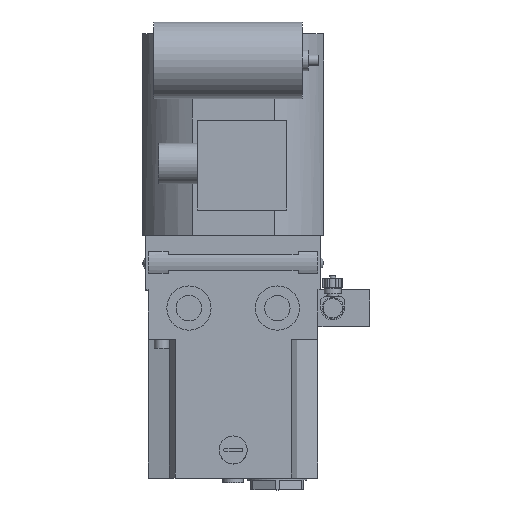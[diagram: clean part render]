
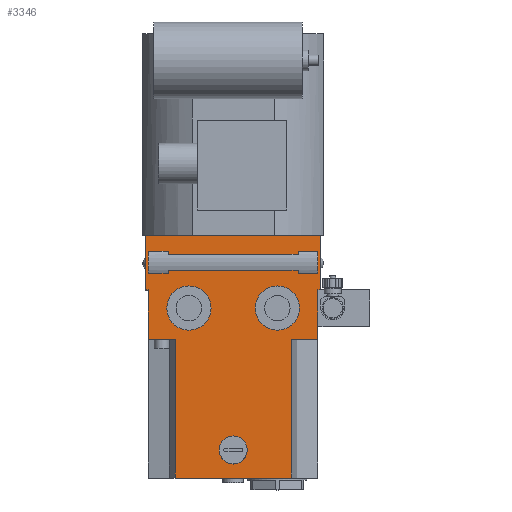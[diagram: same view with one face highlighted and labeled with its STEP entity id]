
A CAD part, top view. The second image highlights one B-rep face of the part: STEP entity #3346.
In plain terms, the highlighted planar face has unit normal (0, 0, 1).
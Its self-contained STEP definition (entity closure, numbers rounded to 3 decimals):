
#268=CARTESIAN_POINT('',(57.5,12.5,80.0));
#269=VERTEX_POINT('',#268);
#276=CARTESIAN_POINT('',(57.5,-21.2,80.0));
#277=VERTEX_POINT('',#276);
#278=CARTESIAN_POINT('',(57.5,-21.2,80.0));
#279=DIRECTION('',(0.0,1.0,0.0));
#280=VECTOR('',#279,33.7);
#281=LINE('',#278,#280);
#282=EDGE_CURVE('',#277,#269,#281,.T.);
#450=CARTESIAN_POINT('',(59.5,12.5,80.));
#451=VERTEX_POINT('',#450);
#458=CARTESIAN_POINT('',(57.5,12.5,80.));
#459=DIRECTION('',(1.0,0.0,0.0));
#460=VECTOR('',#459,2.);
#461=LINE('',#458,#460);
#462=EDGE_CURVE('',#269,#451,#461,.T.);
#1745=CARTESIAN_POINT('',(-57.5,12.5,80.));
#1746=VERTEX_POINT('',#1745);
#1753=CARTESIAN_POINT('',(-59.5,12.5,80.));
#1754=VERTEX_POINT('',#1753);
#1755=CARTESIAN_POINT('',(-59.5,12.5,80.));
#1756=DIRECTION('',(1.0,0.0,0.0));
#1757=VECTOR('',#1756,2.);
#1758=LINE('',#1755,#1757);
#1759=EDGE_CURVE('',#1754,#1746,#1758,.T.);
#1943=CARTESIAN_POINT('',(59.5,49.5,80.));
#1944=VERTEX_POINT('',#1943);
#1951=CARTESIAN_POINT('',(59.5,49.5,80.));
#1952=DIRECTION('',(0.0,-1.0,0.0));
#1953=VECTOR('',#1952,37.0);
#1954=LINE('',#1951,#1953);
#1955=EDGE_CURVE('',#451,#1944,#1954,.F.);
#2104=CARTESIAN_POINT('',(48.25,23.6,80.));
#2105=VERTEX_POINT('',#2104);
#2112=CARTESIAN_POINT('',(52.25,23.6,80.));
#2113=VERTEX_POINT('',#2112);
#2114=CARTESIAN_POINT('',(48.25,23.6,80.));
#2115=DIRECTION('',(1.0,0.0,0.0));
#2116=VECTOR('',#2115,4.);
#2117=LINE('',#2114,#2116);
#2118=EDGE_CURVE('',#2105,#2113,#2117,.T.);
#2134=CARTESIAN_POINT('',(-48.25,38.6,80.));
#2135=VERTEX_POINT('',#2134);
#2136=CARTESIAN_POINT('',(-52.25,38.6,80.));
#2137=VERTEX_POINT('',#2136);
#2138=CARTESIAN_POINT('',(-48.25,38.6,80.));
#2139=DIRECTION('',(-1.0,0.0,0.0));
#2140=VECTOR('',#2139,4.0);
#2141=LINE('',#2138,#2140);
#2142=EDGE_CURVE('',#2135,#2137,#2141,.T.);
#3089=CARTESIAN_POINT('',(-57.5,-21.2,80.));
#3090=VERTEX_POINT('',#3089);
#3097=CARTESIAN_POINT('',(-57.5,-21.2,80.));
#3098=DIRECTION('',(0.0,1.0,0.0));
#3099=VECTOR('',#3098,33.7);
#3100=LINE('',#3097,#3099);
#3101=EDGE_CURVE('',#3090,#1746,#3100,.T.);
#3199=CARTESIAN_POINT('',(-57.5,0.,80.0));
#3200=DIRECTION('',(0.0,0.0,1.0));
#3201=DIRECTION('',(0.0,-1.0,0.0));
#3202=AXIS2_PLACEMENT_3D('',#3199,#3200,#3201);
#3203=PLANE('',#3202);
#3204=CARTESIAN_POINT('',(39.359,-21.2,80.));
#3205=VERTEX_POINT('',#3204);
#3206=CARTESIAN_POINT('',(39.359,-21.2,80.));
#3207=DIRECTION('',(1.0,0.0,0.0));
#3208=VECTOR('',#3207,18.141);
#3209=LINE('',#3206,#3208);
#3210=EDGE_CURVE('',#3205,#277,#3209,.T.);
#3211=ORIENTED_EDGE('',*,*,#3210,.T.);
#3212=ORIENTED_EDGE('',*,*,#282,.T.);
#3213=ORIENTED_EDGE('',*,*,#462,.T.);
#3214=ORIENTED_EDGE('',*,*,#1955,.T.);
#3215=CARTESIAN_POINT('',(-59.5,49.5,80.));
#3216=VERTEX_POINT('',#3215);
#3217=CARTESIAN_POINT('',(59.5,49.5,80.));
#3218=DIRECTION('',(-1.0,0.0,0.0));
#3219=VECTOR('',#3218,119.0);
#3220=LINE('',#3217,#3219);
#3221=EDGE_CURVE('',#3216,#1944,#3220,.F.);
#3222=ORIENTED_EDGE('',*,*,#3221,.F.);
#3223=CARTESIAN_POINT('',(-59.5,49.5,80.));
#3224=DIRECTION('',(0.0,-1.0,0.0));
#3225=VECTOR('',#3224,37.0);
#3226=LINE('',#3223,#3225);
#3227=EDGE_CURVE('',#3216,#1754,#3226,.T.);
#3228=ORIENTED_EDGE('',*,*,#3227,.T.);
#3229=ORIENTED_EDGE('',*,*,#1759,.T.);
#3230=ORIENTED_EDGE('',*,*,#3101,.F.);
#3231=CARTESIAN_POINT('',(-39.359,-21.2,80.));
#3232=VERTEX_POINT('',#3231);
#3233=CARTESIAN_POINT('',(-39.359,-21.2,80.));
#3234=DIRECTION('',(-1.0,0.0,0.0));
#3235=VECTOR('',#3234,18.141);
#3236=LINE('',#3233,#3235);
#3237=EDGE_CURVE('',#3232,#3090,#3236,.T.);
#3238=ORIENTED_EDGE('',*,*,#3237,.F.);
#3239=CARTESIAN_POINT('',(-39.359,-115.2,80.));
#3240=VERTEX_POINT('',#3239);
#3241=CARTESIAN_POINT('',(-39.359,-115.2,80.));
#3242=DIRECTION('',(0.0,1.0,0.0));
#3243=VECTOR('',#3242,94.0);
#3244=LINE('',#3241,#3243);
#3245=EDGE_CURVE('',#3240,#3232,#3244,.T.);
#3246=ORIENTED_EDGE('',*,*,#3245,.F.);
#3247=CARTESIAN_POINT('',(39.359,-115.2,80.));
#3248=VERTEX_POINT('',#3247);
#3249=CARTESIAN_POINT('',(39.359,-115.2,80.));
#3250=DIRECTION('',(-1.0,0.0,0.0));
#3251=VECTOR('',#3250,78.718);
#3252=LINE('',#3249,#3251);
#3253=EDGE_CURVE('',#3248,#3240,#3252,.T.);
#3254=ORIENTED_EDGE('',*,*,#3253,.F.);
#3255=CARTESIAN_POINT('',(39.359,-115.2,80.));
#3256=DIRECTION('',(0.0,1.0,0.0));
#3257=VECTOR('',#3256,94.0);
#3258=LINE('',#3255,#3257);
#3259=EDGE_CURVE('',#3248,#3205,#3258,.T.);
#3260=ORIENTED_EDGE('',*,*,#3259,.T.);
#3261=EDGE_LOOP('',(#3211,#3212,#3213,#3214,#3222,#3228,#3229,#3230,#3238,#3246,#3254,#3260));
#3262=FACE_OUTER_BOUND('',#3261,.T.);
#3263=CARTESIAN_POINT('',(9.5,-96.2,80.));
#3264=VERTEX_POINT('',#3263);
#3265=CARTESIAN_POINT('',(0.,-96.2,80.));
#3266=DIRECTION('',(0.0,0.0,-1.0));
#3267=DIRECTION('',(-1.0,0.0,0.0));
#3268=AXIS2_PLACEMENT_3D('',#3265,#3266,#3267);
#3269=CIRCLE('',#3268,9.5);
#3270=EDGE_CURVE('',#3264,#3264,#3269,.T.);
#3271=ORIENTED_EDGE('',*,*,#3270,.T.);
#3272=EDGE_LOOP('',(#3271));
#3273=FACE_BOUND('',#3272,.T.);
#3274=CARTESIAN_POINT('',(20.,0.,80.0));
#3275=VERTEX_POINT('',#3274);
#3276=CARTESIAN_POINT('',(30.,0.,80.0));
#3277=DIRECTION('',(0.0,0.0,1.0));
#3278=DIRECTION('',(1.0,0.0,0.0));
#3279=AXIS2_PLACEMENT_3D('',#3276,#3277,#3278);
#3280=CIRCLE('',#3279,10.0);
#3281=EDGE_CURVE('',#3275,#3275,#3280,.T.);
#3282=ORIENTED_EDGE('',*,*,#3281,.F.);
#3283=EDGE_LOOP('',(#3282));
#3284=FACE_BOUND('',#3283,.T.);
#3285=CARTESIAN_POINT('',(-40.,0.,80.));
#3286=VERTEX_POINT('',#3285);
#3287=CARTESIAN_POINT('',(-30.,0.,80.));
#3288=DIRECTION('',(0.0,0.0,1.0));
#3289=DIRECTION('',(1.0,0.0,0.0));
#3290=AXIS2_PLACEMENT_3D('',#3287,#3288,#3289);
#3291=CIRCLE('',#3290,10.0);
#3292=EDGE_CURVE('',#3286,#3286,#3291,.T.);
#3293=ORIENTED_EDGE('',*,*,#3292,.F.);
#3294=EDGE_LOOP('',(#3293));
#3295=FACE_BOUND('',#3294,.T.);
#3296=CARTESIAN_POINT('',(52.25,38.6,80.));
#3297=VERTEX_POINT('',#3296);
#3298=CARTESIAN_POINT('',(52.25,23.6,80.));
#3299=DIRECTION('',(0.0,1.0,0.0));
#3300=VECTOR('',#3299,15.);
#3301=LINE('',#3298,#3300);
#3302=EDGE_CURVE('',#2113,#3297,#3301,.T.);
#3303=ORIENTED_EDGE('',*,*,#3302,.F.);
#3304=ORIENTED_EDGE('',*,*,#2118,.F.);
#3305=CARTESIAN_POINT('',(48.25,38.6,80.));
#3306=VERTEX_POINT('',#3305);
#3307=CARTESIAN_POINT('',(48.25,38.6,80.));
#3308=DIRECTION('',(0.0,-1.0,0.0));
#3309=VECTOR('',#3308,15.);
#3310=LINE('',#3307,#3309);
#3311=EDGE_CURVE('',#3306,#2105,#3310,.T.);
#3312=ORIENTED_EDGE('',*,*,#3311,.F.);
#3313=CARTESIAN_POINT('',(52.25,38.6,80.));
#3314=DIRECTION('',(-1.0,0.0,0.0));
#3315=VECTOR('',#3314,4.);
#3316=LINE('',#3313,#3315);
#3317=EDGE_CURVE('',#3297,#3306,#3316,.T.);
#3318=ORIENTED_EDGE('',*,*,#3317,.F.);
#3319=EDGE_LOOP('',(#3303,#3304,#3312,#3318));
#3320=FACE_BOUND('',#3319,.T.);
#3321=CARTESIAN_POINT('',(-52.25,23.6,80.));
#3322=VERTEX_POINT('',#3321);
#3323=CARTESIAN_POINT('',(-48.25,23.6,80.));
#3324=VERTEX_POINT('',#3323);
#3325=CARTESIAN_POINT('',(-52.25,23.6,80.));
#3326=DIRECTION('',(1.0,0.0,0.0));
#3327=VECTOR('',#3326,4.);
#3328=LINE('',#3325,#3327);
#3329=EDGE_CURVE('',#3322,#3324,#3328,.T.);
#3330=ORIENTED_EDGE('',*,*,#3329,.F.);
#3331=CARTESIAN_POINT('',(-52.25,38.6,80.));
#3332=DIRECTION('',(0.0,-1.0,0.0));
#3333=VECTOR('',#3332,15.);
#3334=LINE('',#3331,#3333);
#3335=EDGE_CURVE('',#2137,#3322,#3334,.T.);
#3336=ORIENTED_EDGE('',*,*,#3335,.F.);
#3337=ORIENTED_EDGE('',*,*,#2142,.F.);
#3338=CARTESIAN_POINT('',(-48.25,23.6,80.));
#3339=DIRECTION('',(0.0,1.0,0.0));
#3340=VECTOR('',#3339,15.);
#3341=LINE('',#3338,#3340);
#3342=EDGE_CURVE('',#3324,#2135,#3341,.T.);
#3343=ORIENTED_EDGE('',*,*,#3342,.F.);
#3344=EDGE_LOOP('',(#3330,#3336,#3337,#3343));
#3345=FACE_BOUND('',#3344,.T.);
#3346=ADVANCED_FACE('',(#3262,#3273,#3284,#3295,#3320,#3345),#3203,.T.);
